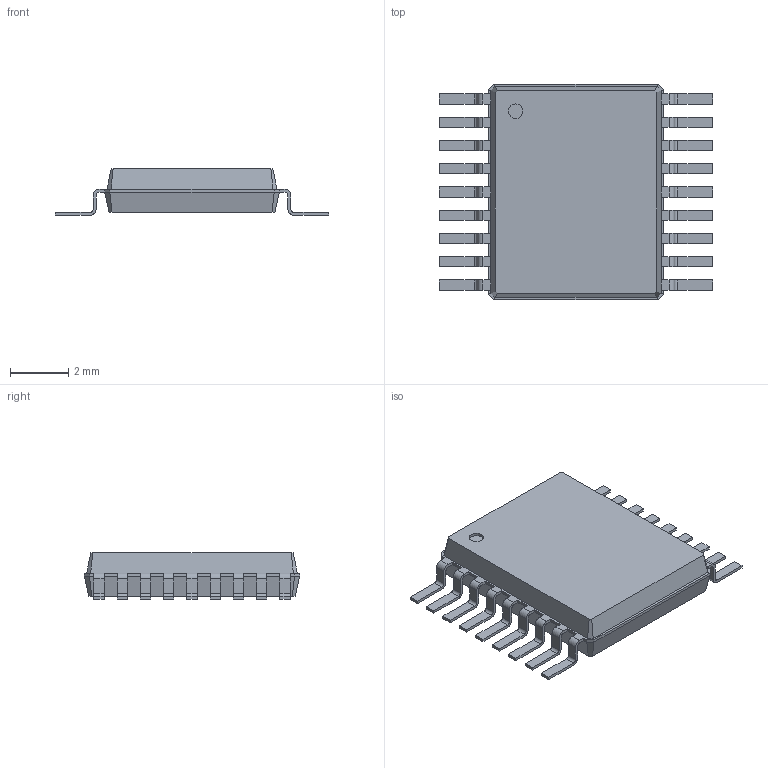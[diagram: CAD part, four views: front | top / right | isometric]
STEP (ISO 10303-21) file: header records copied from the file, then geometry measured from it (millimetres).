
FILE_DESCRIPTION(/* description */ ('model of Sharp_SSOP-18_6x7.4mm_P0.8mm'),/* implementation_level */ '2;1');
FILE_NAME(/* name */ 'Sharp_SSOP-18_6x7.4mm_P0.8mm.step',/* time_stamp */ '2019-01-12T14:29:13',/* author */ ('kicad StepUp','ksu'),/* organization */ ('FreeCAD'),/* preprocessor_version */ 'OCC',/* originating_system */ 'kicad StepUp',/* authorisation */ '');
FILE_SCHEMA(('AUTOMOTIVE_DESIGN { 1 0 10303 214 1 1 1 1 }'));
Length unit declared in the file: millimetre
Products named in the file (1): Sharp_SSOP_18_6x74mm_P08mm
Bounding box: 9.4 x 7.4 x 1.6 mm (x, y, z)
Volume: 63.9 mm3; surface area: 158.9 mm2
Topology: 1 solids, 1 shells, 306 faces, 813 edges, 510 vertices
Faces by surface type: plane 191, cylinder 73, bspline 42
Full cylindrical faces by diameter (mm): 0.5 x1
Entity records: 22130 total; most frequent: CARTESIAN_POINT 4012, DIRECTION 2881, LINE 1985, VECTOR 1985, ORIENTED_EDGE 1626, PCURVE 1626, DEFINITIONAL_REPRESENTATION 1626, EDGE_CURVE 813
